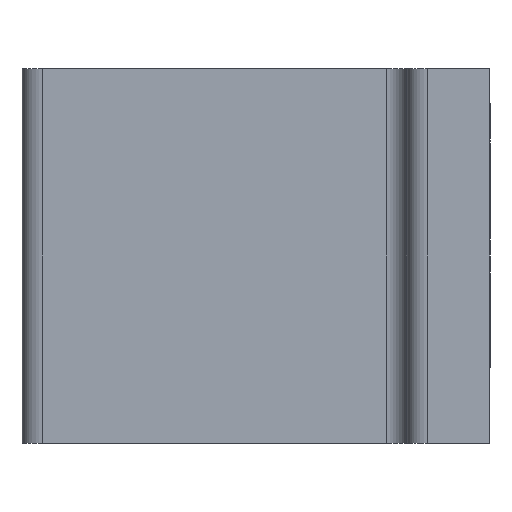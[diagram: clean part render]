
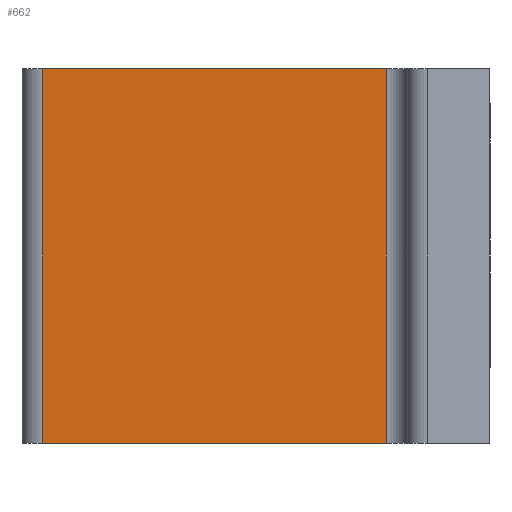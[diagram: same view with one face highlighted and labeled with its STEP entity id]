
A CAD part, left-side view. The second image highlights one B-rep face of the part: STEP entity #662.
In plain terms, the highlighted planar face has unit normal (-1, 0, 0).
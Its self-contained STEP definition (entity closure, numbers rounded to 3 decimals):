
#89 = CARTESIAN_POINT ( 'NONE',  ( -47.5, 10., 0. ) ) ;
#94 = CARTESIAN_POINT ( 'NONE',  ( -47.5, 43., 0. ) ) ;
#97 = CARTESIAN_POINT ( 'NONE',  ( -47.5, 43., -36. ) ) ;
#137 = VERTEX_POINT ( 'NONE', #89 ) ;
#140 = VERTEX_POINT ( 'NONE', #94 ) ;
#156 = VERTEX_POINT ( 'NONE', #187 ) ;
#171 = VERTEX_POINT ( 'NONE', #97 ) ;
#187 = CARTESIAN_POINT ( 'NONE',  ( -47.5, 10., -36. ) ) ;
#202 = VECTOR ( 'NONE', #967, 1000. ) ;
#204 = LINE ( 'NONE', #969, #202 ) ;
#261 = LINE ( 'NONE', #745, #265 ) ;
#264 = VECTOR ( 'NONE', #798, 1000. ) ;
#265 = VECTOR ( 'NONE', #737, 1000. ) ;
#366 = FACE_OUTER_BOUND ( 'NONE', #559, .T. ) ;
#369 = LINE ( 'NONE', #699, #264 ) ;
#372 = ORIENTED_EDGE ( 'NONE', *, *, #529, .F. ) ;
#379 = ORIENTED_EDGE ( 'NONE', *, *, #489, .T. ) ;
#380 = ORIENTED_EDGE ( 'NONE', *, *, #450, .T. ) ;
#383 = ORIENTED_EDGE ( 'NONE', *, *, #490, .T. ) ;
#400 = LINE ( 'NONE', #942, #411 ) ;
#411 = VECTOR ( 'NONE', #943, 1000. ) ;
#450 = EDGE_CURVE ( 'NONE', #137, #140, #204, .T. ) ;
#489 = EDGE_CURVE ( 'NONE', #156, #137, #369, .T. ) ;
#490 = EDGE_CURVE ( 'NONE', #140, #171, #261, .T. ) ;
#529 = EDGE_CURVE ( 'NONE', #156, #171, #400, .T. ) ;
#559 = EDGE_LOOP ( 'NONE', ( #372, #379, #380, #383 ) ) ;
#608 = AXIS2_PLACEMENT_3D ( 'NONE', #741, #801, #837 ) ;
#662 = ADVANCED_FACE ( 'NONE', ( #366 ), #740, .F. ) ;
#699 = CARTESIAN_POINT ( 'NONE',  ( -47.5, 10., 0. ) ) ;
#737 = DIRECTION ( 'NONE',  ( 0., 0., -1. ) ) ;
#740 = PLANE ( 'NONE',  #608 ) ;
#741 = CARTESIAN_POINT ( 'NONE',  ( -47.5, 45., -36. ) ) ;
#745 = CARTESIAN_POINT ( 'NONE',  ( -47.5, 43., -36. ) ) ;
#798 = DIRECTION ( 'NONE',  ( 0., 0., 1. ) ) ;
#801 = DIRECTION ( 'NONE',  ( 1., 0., 0. ) ) ;
#837 = DIRECTION ( 'NONE',  ( 0., 0., -1. ) ) ;
#942 = CARTESIAN_POINT ( 'NONE',  ( -47.5, 45., -36. ) ) ;
#943 = DIRECTION ( 'NONE',  ( 0., 1., 0. ) ) ;
#967 = DIRECTION ( 'NONE',  ( 0., 1., 0. ) ) ;
#969 = CARTESIAN_POINT ( 'NONE',  ( -47.5, 45., 0. ) ) ;
